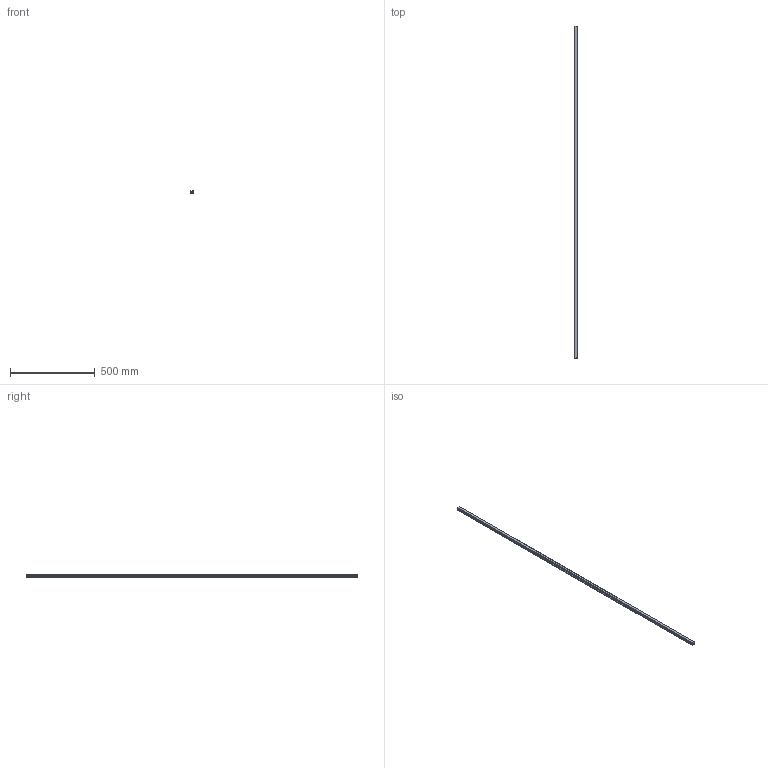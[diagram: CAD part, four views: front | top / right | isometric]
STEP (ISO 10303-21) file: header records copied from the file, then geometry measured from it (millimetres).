
FILE_DESCRIPTION(('STEP AP214'),'1');
FILE_NAME('cctmp_79E38224-73F4-43C1-B8C6-6C2E76C6968D_2021_01_21_15_45_23_0603..stp','2021-01-21T14:45:23',('HIWIN GmbH'),('CADClick - www.CADClick.com'),'Spatial InterOp 3D',' ','unknown authorization');
FILE_SCHEMA(('AUTOMOTIVE_DESIGN'));
Length unit declared in the file: millimetre
Products named in the file (1): HGR20T1960C_FILE
Bounding box: 20 x 1960 x 17.5 mm (x, y, z)
Volume: 578814.6 mm3; surface area: 156475.9 mm2
Topology: 1 solids, 1 shells, 239 faces, 633 edges, 367 vertices
Faces by surface type: cylinder 88, plane 85, cone 66
Entity records: 8809 total; most frequent: DIRECTION 1223, CARTESIAN_POINT 1174, ORIENTED_EDGE 1134, EDGE_CURVE 567, AXIS2_PLACEMENT_3D 416, LINE 391, VECTOR 391, VERTEX_POINT 367
